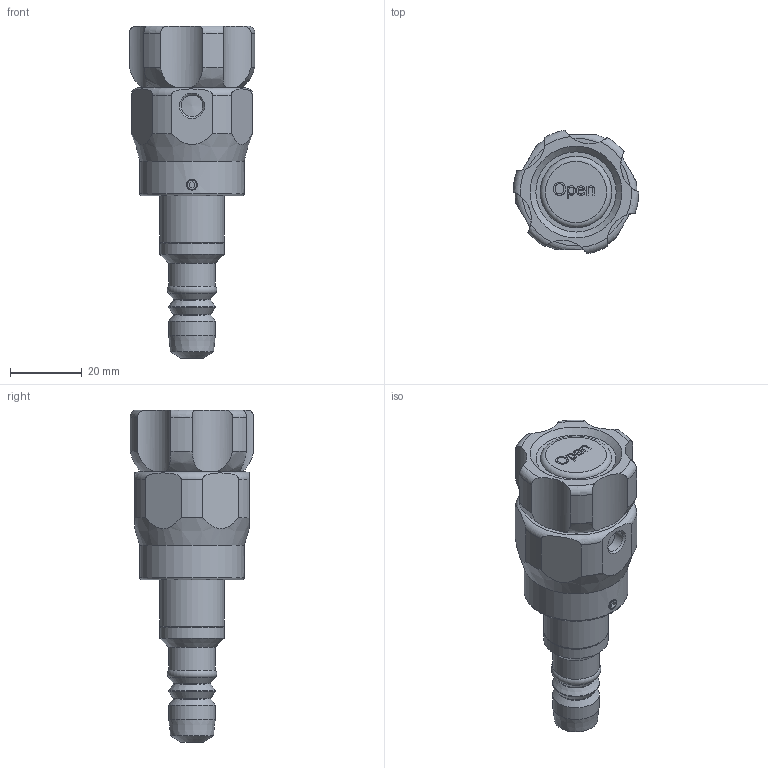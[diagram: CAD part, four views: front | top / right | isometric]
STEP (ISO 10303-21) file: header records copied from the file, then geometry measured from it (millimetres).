
FILE_DESCRIPTION((''),'2;1');
FILE_NAME('855541.stp','2008-08-05T11:39:08',('mbm'),(''),'Autodesk Inventor 2008','Autodesk Inventor 2008','');
FILE_SCHEMA(('AUTOMOTIVE_DESIGN { 1 0 10303 214 1 1 1 1 }'));
Length unit declared in the file: millimetre
Products named in the file (1): Part39
Bounding box: 35 x 34.46 x 92.5 mm (x, y, z)
Volume: 43514.8 mm3; surface area: 8855 mm2
Topology: 1 solids, 2 shells, 152 faces, 376 edges, 247 vertices
Faces by surface type: plane 54, bspline 39, cylinder 33, cone 15, torus 11
Full cylindrical faces by diameter (mm): 3 x1, 3.05 x1, 6.05 x1, 13 x2, 17.319 x1, 17.9 x1, 18 x1, 23.4 x1, 29 x1
Entity records: 5590 total; most frequent: CARTESIAN_POINT 2217, ORIENTED_EDGE 672, DIRECTION 549, EDGE_CURVE 336, VERTEX_POINT 237, AXIS2_PLACEMENT_3D 208, EDGE_LOOP 203, FACE_OUTER_BOUND 152
